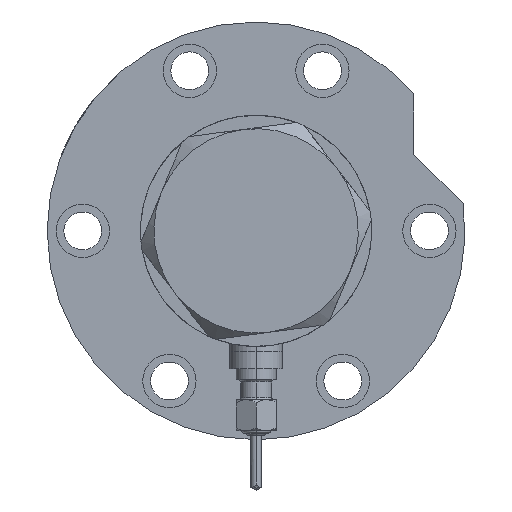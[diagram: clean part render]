
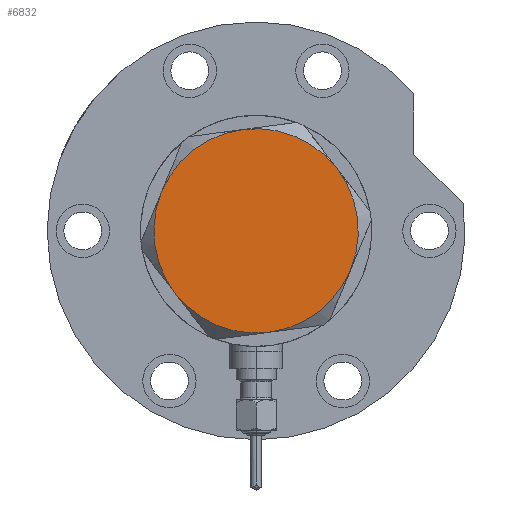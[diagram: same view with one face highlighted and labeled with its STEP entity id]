
A CAD part, left-side view. The second image highlights one B-rep face of the part: STEP entity #6832.
In plain terms, the highlighted face is planar.
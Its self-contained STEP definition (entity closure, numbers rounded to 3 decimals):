
#18 = DIRECTION ( 'NONE',  ( 0., 0., 1. ) ) ;
#138 = VERTEX_POINT ( 'NONE', #6181 ) ;
#264 = ORIENTED_EDGE ( 'NONE', *, *, #3633, .T. ) ;
#274 = EDGE_CURVE ( 'NONE', #6254, #2474, #560, .T. ) ;
#525 = DIRECTION ( 'NONE',  ( 0., 0., 1. ) ) ;
#560 = CIRCLE ( 'NONE', #852, 23. ) ;
#739 = CARTESIAN_POINT ( 'NONE',  ( -11.5, -19.919, 9. ) ) ;
#852 = AXIS2_PLACEMENT_3D ( 'NONE', #6392, #7137, #5773 ) ;
#974 = DIRECTION ( 'NONE',  ( 0., 0., 1. ) ) ;
#1602 = AXIS2_PLACEMENT_3D ( 'NONE', #7394, #974, #6688 ) ;
#1726 = EDGE_CURVE ( 'NONE', #138, #5665, #8161, .T. ) ;
#2041 = FACE_OUTER_BOUND ( 'NONE', #3519, .T. ) ;
#2151 = CARTESIAN_POINT ( 'NONE',  ( 23., 0., 9. ) ) ;
#2474 = VERTEX_POINT ( 'NONE', #2151 ) ;
#2996 = EDGE_CURVE ( 'NONE', #9017, #5416, #4287, .T. ) ;
#3448 = DIRECTION ( 'NONE',  ( 0., 0., 1. ) ) ;
#3519 = EDGE_LOOP ( 'NONE', ( #7124, #6852, #5790, #264, #5363, #5410 ) ) ;
#3633 = EDGE_CURVE ( 'NONE', #5416, #138, #5500, .T. ) ;
#3733 = AXIS2_PLACEMENT_3D ( 'NONE', #6936, #525, #7778 ) ;
#4197 = CIRCLE ( 'NONE', #8387, 23. ) ;
#4287 = CIRCLE ( 'NONE', #1602, 23. ) ;
#4402 = AXIS2_PLACEMENT_3D ( 'NONE', #7123, #18, #7920 ) ;
#4518 = CARTESIAN_POINT ( 'NONE',  ( 11.5, 19.919, 9. ) ) ;
#4820 = PLANE ( 'NONE',  #8845 ) ;
#4903 = CARTESIAN_POINT ( 'NONE',  ( 0., 0., 9. ) ) ;
#4969 = CARTESIAN_POINT ( 'NONE',  ( -11.5, 19.919, 9. ) ) ;
#5363 = ORIENTED_EDGE ( 'NONE', *, *, #1726, .T. ) ;
#5397 = CIRCLE ( 'NONE', #3733, 23. ) ;
#5410 = ORIENTED_EDGE ( 'NONE', *, *, #8786, .T. ) ;
#5416 = VERTEX_POINT ( 'NONE', #4969 ) ;
#5500 = CIRCLE ( 'NONE', #5797, 23. ) ;
#5665 = VERTEX_POINT ( 'NONE', #739 ) ;
#5773 = DIRECTION ( 'NONE',  ( 1., 0., 0. ) ) ;
#5790 = ORIENTED_EDGE ( 'NONE', *, *, #2996, .T. ) ;
#5797 = AXIS2_PLACEMENT_3D ( 'NONE', #6290, #8437, #9150 ) ;
#6181 = CARTESIAN_POINT ( 'NONE',  ( -23., 0., 9. ) ) ;
#6254 = VERTEX_POINT ( 'NONE', #7466 ) ;
#6290 = CARTESIAN_POINT ( 'NONE',  ( 0., 0., 9. ) ) ;
#6360 = DIRECTION ( 'NONE',  ( 0., 0., 1. ) ) ;
#6392 = CARTESIAN_POINT ( 'NONE',  ( 0., 0., 9. ) ) ;
#6688 = DIRECTION ( 'NONE',  ( 1., 0., 0. ) ) ;
#6806 = EDGE_CURVE ( 'NONE', #2474, #9017, #5397, .T. ) ;
#6832 = ADVANCED_FACE ( 'NONE', ( #2041 ), #4820, .T. ) ;
#6852 = ORIENTED_EDGE ( 'NONE', *, *, #6806, .T. ) ;
#6936 = CARTESIAN_POINT ( 'NONE',  ( 0., 0., 9. ) ) ;
#7123 = CARTESIAN_POINT ( 'NONE',  ( 0., 0., 9. ) ) ;
#7124 = ORIENTED_EDGE ( 'NONE', *, *, #274, .T. ) ;
#7137 = DIRECTION ( 'NONE',  ( 0., 0., 1. ) ) ;
#7394 = CARTESIAN_POINT ( 'NONE',  ( 0., 0., 9. ) ) ;
#7466 = CARTESIAN_POINT ( 'NONE',  ( 11.5, -19.919, 9. ) ) ;
#7642 = DIRECTION ( 'NONE',  ( 1., 0., 0. ) ) ;
#7778 = DIRECTION ( 'NONE',  ( 1., 0., 0. ) ) ;
#7920 = DIRECTION ( 'NONE',  ( 1., 0., 0. ) ) ;
#8161 = CIRCLE ( 'NONE', #4402, 23. ) ;
#8387 = AXIS2_PLACEMENT_3D ( 'NONE', #4903, #6360, #8604 ) ;
#8437 = DIRECTION ( 'NONE',  ( 0., 0., 1. ) ) ;
#8604 = DIRECTION ( 'NONE',  ( 1., 0., 0. ) ) ;
#8786 = EDGE_CURVE ( 'NONE', #5665, #6254, #4197, .T. ) ;
#8845 = AXIS2_PLACEMENT_3D ( 'NONE', #9038, #3448, #7642 ) ;
#9017 = VERTEX_POINT ( 'NONE', #4518 ) ;
#9038 = CARTESIAN_POINT ( 'NONE',  ( 0., 0., 9. ) ) ;
#9150 = DIRECTION ( 'NONE',  ( 1., 0., 0. ) ) ;
